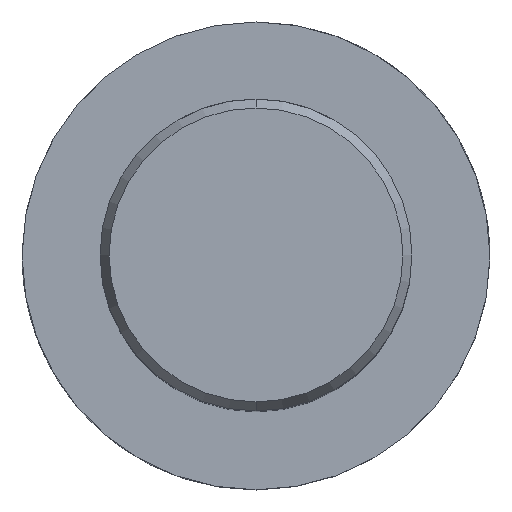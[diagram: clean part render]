
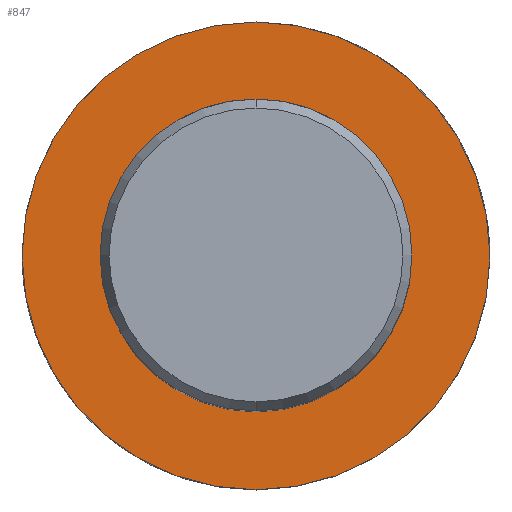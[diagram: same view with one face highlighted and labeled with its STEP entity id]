
A CAD part, top view. The second image highlights one B-rep face of the part: STEP entity #847.
In plain terms, the highlighted planar face has unit normal (0, 0, 1).
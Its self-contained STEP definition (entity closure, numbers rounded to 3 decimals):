
#473=EDGE_CURVE('',#667,#947,#1286,.T.);
#667=VERTEX_POINT('',#1499);
#755=VERTEX_POINT('',#1600);
#847=ADVANCED_FACE('',(#1700,#1701),#1702,.T.);
#855=EDGE_CURVE('',#947,#667,#1710,.T.);
#943=EDGE_CURVE('',#755,#1199,#1808,.T.);
#947=VERTEX_POINT('',#1812);
#1093=EDGE_CURVE('',#1199,#755,#1969,.T.);
#1199=VERTEX_POINT('',#2082);
#1286=CIRCLE('',#2190,30.0);
#1499=CARTESIAN_POINT('',(0.0,30.0,-70.0));
#1600=CARTESIAN_POINT('',(0.,-20.0,-70.0));
#1700=FACE_BOUND('',#3812,.T.);
#1701=FACE_OUTER_BOUND('',#3813,.T.);
#1702=PLANE('',#3814);
#1710=CIRCLE('',#3827,30.0);
#1808=CIRCLE('',#4029,20.0);
#1812=CARTESIAN_POINT('',(0.,-30.0,-70.0));
#1969=CIRCLE('',#4441,20.0);
#2082=CARTESIAN_POINT('',(0.0,20.0,-70.0));
#2190=AXIS2_PLACEMENT_3D('',#4966,#4967,#4968);
#3812=EDGE_LOOP('',(#5479,#5480));
#3813=EDGE_LOOP('',(#5481,#5482));
#3814=AXIS2_PLACEMENT_3D('',#5483,#5484,#5485);
#3827=AXIS2_PLACEMENT_3D('',#5488,#5489,#5490);
#4029=AXIS2_PLACEMENT_3D('',#5624,#5625,#5626);
#4441=AXIS2_PLACEMENT_3D('',#5799,#5800,#5801);
#4966=CARTESIAN_POINT('',(0.0,0.0,-70.0));
#4967=DIRECTION('',(0.0,0.0,-1.0));
#4968=DIRECTION('',(0.0,1.0,0.0));
#5479=ORIENTED_EDGE('',*,*,#1093,.T.);
#5480=ORIENTED_EDGE('',*,*,#943,.T.);
#5481=ORIENTED_EDGE('',*,*,#473,.F.);
#5482=ORIENTED_EDGE('',*,*,#855,.F.);
#5483=CARTESIAN_POINT('',(0.0,15.0,-70.0));
#5484=DIRECTION('',(-0.0,0.0,1.0));
#5485=DIRECTION('',(0.0,-1.0,0.0));
#5488=CARTESIAN_POINT('',(0.0,0.0,-70.0));
#5489=DIRECTION('',(0.0,0.0,-1.0));
#5490=DIRECTION('',(0.0,1.0,0.0));
#5624=CARTESIAN_POINT('',(0.0,0.0,-70.0));
#5625=DIRECTION('',(-0.0,0.0,-1.0));
#5626=DIRECTION('',(0.0,1.0,0.0));
#5799=CARTESIAN_POINT('',(0.0,0.0,-70.0));
#5800=DIRECTION('',(-0.0,0.0,-1.0));
#5801=DIRECTION('',(0.0,1.0,0.0));
